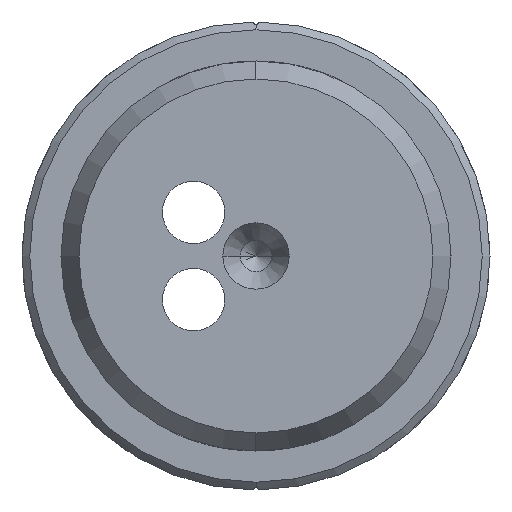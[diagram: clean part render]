
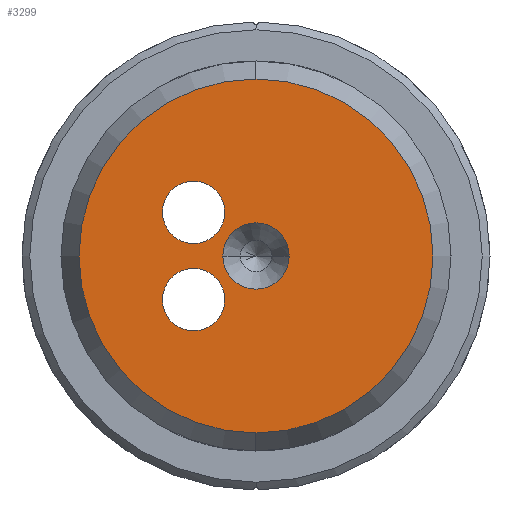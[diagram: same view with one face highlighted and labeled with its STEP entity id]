
A CAD part, left-side view. The second image highlights one B-rep face of the part: STEP entity #3299.
In plain terms, the highlighted planar face has unit normal (-1, 0, 0).
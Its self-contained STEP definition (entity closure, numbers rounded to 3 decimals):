
#82 = DIRECTION ( 'NONE',  ( 0., 1., 0. ) ) ;
#98 = ORIENTED_EDGE ( 'NONE', *, *, #1740, .T. ) ;
#119 = CARTESIAN_POINT ( 'NONE',  ( -123., 0., 11.345 ) ) ;
#124 = CARTESIAN_POINT ( 'NONE',  ( -123., 0., 0. ) ) ;
#142 = AXIS2_PLACEMENT_3D ( 'NONE', #1548, #2641, #191 ) ;
#191 = DIRECTION ( 'NONE',  ( 0., 0., -1. ) ) ;
#199 = CARTESIAN_POINT ( 'NONE',  ( -123., 2.125, 0. ) ) ;
#349 = CARTESIAN_POINT ( 'NONE',  ( -123., 4., -2.8 ) ) ;
#379 = CIRCLE ( 'NONE', #1928, 2. ) ;
#401 = EDGE_CURVE ( 'NONE', #2626, #3036, #2685, .T. ) ;
#438 = AXIS2_PLACEMENT_3D ( 'NONE', #2434, #3525, #1072 ) ;
#460 = PLANE ( 'NONE',  #142 ) ;
#515 = DIRECTION ( 'NONE',  ( 1., 0., 0. ) ) ;
#627 = EDGE_CURVE ( 'NONE', #3036, #2626, #2907, .T. ) ;
#684 = AXIS2_PLACEMENT_3D ( 'NONE', #3519, #1066, #2156 ) ;
#703 = ORIENTED_EDGE ( 'NONE', *, *, #401, .T. ) ;
#730 = FACE_BOUND ( 'NONE', #3089, .T. ) ;
#894 = DIRECTION ( 'NONE',  ( 0., 0., -1. ) ) ;
#908 = AXIS2_PLACEMENT_3D ( 'NONE', #1444, #2535, #82 ) ;
#933 = CARTESIAN_POINT ( 'NONE',  ( -123., 4., 0.8 ) ) ;
#956 = ORIENTED_EDGE ( 'NONE', *, *, #627, .T. ) ;
#987 = CIRCLE ( 'NONE', #3003, 11.345 ) ;
#1061 = EDGE_LOOP ( 'NONE', ( #703, #956 ) ) ;
#1066 = DIRECTION ( 'NONE',  ( 1., 0., 0. ) ) ;
#1067 = CARTESIAN_POINT ( 'NONE',  ( -123., -2.125, 0. ) ) ;
#1072 = DIRECTION ( 'NONE',  ( 0., 0., -1. ) ) ;
#1143 = CARTESIAN_POINT ( 'NONE',  ( -123., 4., -0.8 ) ) ;
#1211 = DIRECTION ( 'NONE',  ( -1., 0., 0. ) ) ;
#1217 = CARTESIAN_POINT ( 'NONE',  ( -123., 0., 0. ) ) ;
#1257 = EDGE_CURVE ( 'NONE', #1948, #2312, #1761, .T. ) ;
#1444 = CARTESIAN_POINT ( 'NONE',  ( -123., 0., 0. ) ) ;
#1449 = DIRECTION ( 'NONE',  ( 1., 0., 0. ) ) ;
#1545 = CARTESIAN_POINT ( 'NONE',  ( -123., 4., 4.8 ) ) ;
#1548 = CARTESIAN_POINT ( 'NONE',  ( -123., 12.5, 0. ) ) ;
#1600 = DIRECTION ( 'NONE',  ( 0., 0., -1. ) ) ;
#1638 = CIRCLE ( 'NONE', #3189, 11.345 ) ;
#1642 = EDGE_LOOP ( 'NONE', ( #2684, #98 ) ) ;
#1678 = EDGE_CURVE ( 'NONE', #2312, #1948, #379, .T. ) ;
#1681 = ORIENTED_EDGE ( 'NONE', *, *, #2259, .T. ) ;
#1687 = ORIENTED_EDGE ( 'NONE', *, *, #1678, .T. ) ;
#1740 = EDGE_CURVE ( 'NONE', #2835, #2792, #1638, .T. ) ;
#1761 = CIRCLE ( 'NONE', #3304, 2. ) ;
#1821 = FACE_OUTER_BOUND ( 'NONE', #1642, .T. ) ;
#1928 = AXIS2_PLACEMENT_3D ( 'NONE', #349, #1449, #2540 ) ;
#1948 = VERTEX_POINT ( 'NONE', #2474 ) ;
#1983 = CIRCLE ( 'NONE', #438, 2. ) ;
#2156 = DIRECTION ( 'NONE',  ( 0., 1., 0. ) ) ;
#2252 = CARTESIAN_POINT ( 'NONE',  ( -123., 4., -2.8 ) ) ;
#2259 = EDGE_CURVE ( 'NONE', #2548, #2853, #1983, .T. ) ;
#2305 = DIRECTION ( 'NONE',  ( 0., 0., -1. ) ) ;
#2312 = VERTEX_POINT ( 'NONE', #1143 ) ;
#2315 = DIRECTION ( 'NONE',  ( -1., 0., 0. ) ) ;
#2434 = CARTESIAN_POINT ( 'NONE',  ( -123., 4., 2.8 ) ) ;
#2474 = CARTESIAN_POINT ( 'NONE',  ( -123., 4., -4.8 ) ) ;
#2535 = DIRECTION ( 'NONE',  ( 1., 0., 0. ) ) ;
#2540 = DIRECTION ( 'NONE',  ( 0., 0., -1. ) ) ;
#2548 = VERTEX_POINT ( 'NONE', #1545 ) ;
#2626 = VERTEX_POINT ( 'NONE', #1067 ) ;
#2641 = DIRECTION ( 'NONE',  ( 1., 0., 0. ) ) ;
#2684 = ORIENTED_EDGE ( 'NONE', *, *, #2950, .T. ) ;
#2685 = CIRCLE ( 'NONE', #684, 2.125 ) ;
#2792 = VERTEX_POINT ( 'NONE', #3079 ) ;
#2835 = VERTEX_POINT ( 'NONE', #119 ) ;
#2853 = VERTEX_POINT ( 'NONE', #933 ) ;
#2878 = CIRCLE ( 'NONE', #3349, 2. ) ;
#2907 = CIRCLE ( 'NONE', #908, 2.125 ) ;
#2914 = FACE_BOUND ( 'NONE', #1061, .T. ) ;
#2950 = EDGE_CURVE ( 'NONE', #2792, #2835, #987, .T. ) ;
#2977 = CARTESIAN_POINT ( 'NONE',  ( -123., 4., 2.8 ) ) ;
#2983 = ORIENTED_EDGE ( 'NONE', *, *, #3325, .T. ) ;
#3002 = ORIENTED_EDGE ( 'NONE', *, *, #1257, .T. ) ;
#3003 = AXIS2_PLACEMENT_3D ( 'NONE', #1217, #2315, #3410 ) ;
#3036 = VERTEX_POINT ( 'NONE', #199 ) ;
#3079 = CARTESIAN_POINT ( 'NONE',  ( -123., 0., -11.345 ) ) ;
#3089 = EDGE_LOOP ( 'NONE', ( #3002, #1687 ) ) ;
#3185 = FACE_BOUND ( 'NONE', #3396, .T. ) ;
#3189 = AXIS2_PLACEMENT_3D ( 'NONE', #124, #1211, #2305 ) ;
#3299 = ADVANCED_FACE ( 'NONE', ( #3185, #730, #1821, #2914 ), #460, .F. ) ;
#3304 = AXIS2_PLACEMENT_3D ( 'NONE', #2252, #3354, #894 ) ;
#3325 = EDGE_CURVE ( 'NONE', #2853, #2548, #2878, .T. ) ;
#3349 = AXIS2_PLACEMENT_3D ( 'NONE', #2977, #515, #1600 ) ;
#3354 = DIRECTION ( 'NONE',  ( 1., 0., 0. ) ) ;
#3396 = EDGE_LOOP ( 'NONE', ( #2983, #1681 ) ) ;
#3410 = DIRECTION ( 'NONE',  ( 0., 0., -1. ) ) ;
#3519 = CARTESIAN_POINT ( 'NONE',  ( -123., 0., 0. ) ) ;
#3525 = DIRECTION ( 'NONE',  ( 1., 0., 0. ) ) ;
